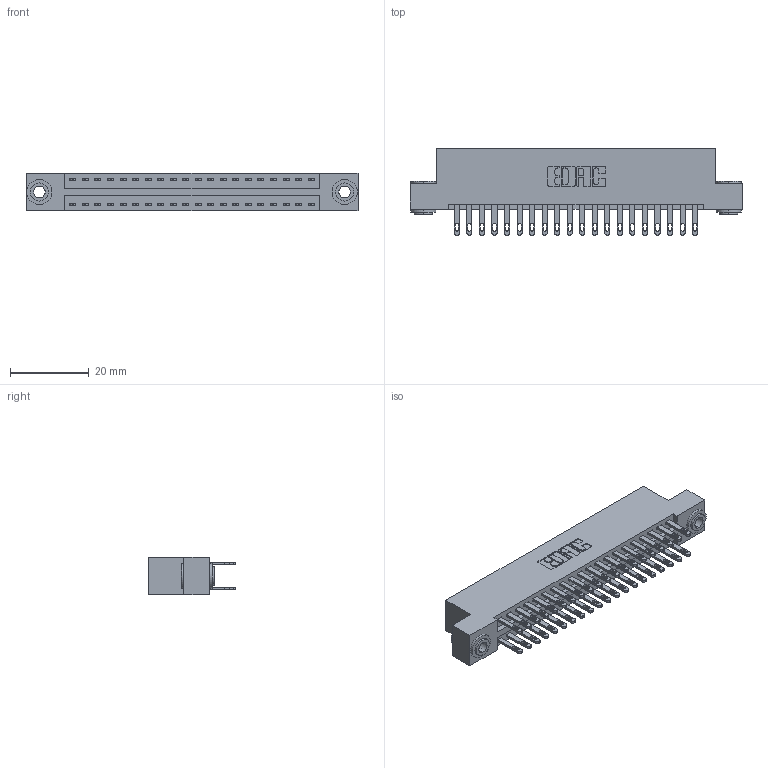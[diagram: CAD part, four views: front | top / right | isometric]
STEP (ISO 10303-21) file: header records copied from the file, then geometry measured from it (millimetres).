
FILE_DESCRIPTION (( 'STEP AP203' ), '1' );
FILE_NAME ('346-040-500-203.STEP', '2018-08-24T08:06:08', ( '' ), ( '' ), 'SwSTEP 2.0', 'SolidWorks 2016', '' );
FILE_SCHEMA (( 'CONFIG_CONTROL_DESIGN' ));
Length unit declared in the file: inch
Products named in the file (4): 345-292-001_345-293-100; 345-250-002_345-250-002-102; 346-040-500-203; 346 Part_Flush Mounting Lugs - 0.156 Dia-TH
Assembly tree (43 placements, depth 2):
  346-040-500-203
    346 Part_Flush Mounting Lugs - 0.156 Dia-TH
    345-292-001_345-293-100  x40
    345-250-002_345-250-002-102  x2
Bounding box: 84.07 x 21.84 x 9.4 mm (x, y, z)
Volume: 8169 mm3; surface area: 11515.9 mm2
Topology: 43 solids, 43 shells, 2080 faces, 6285 edges, 4186 vertices
Faces by surface type: plane 1246, cylinder 826, cone 8
Entity records: 16594 total; most frequent: CARTESIAN_POINT 2739, ORIENTED_EDGE 2666, DIRECTION 2499, EDGE_CURVE 1333, LINE 1093, VECTOR 1093, VERTEX_POINT 886, AXIS2_PLACEMENT_3D 703
